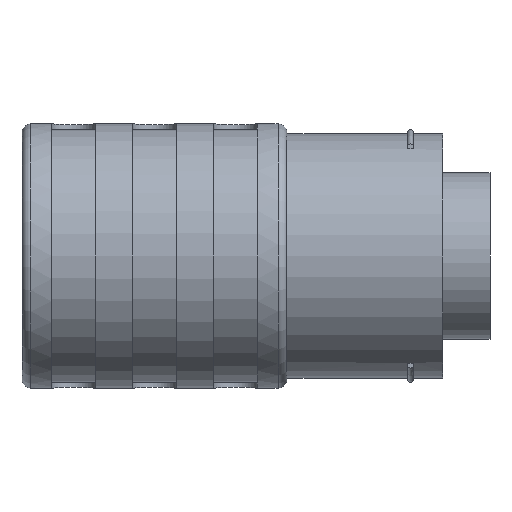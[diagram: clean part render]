
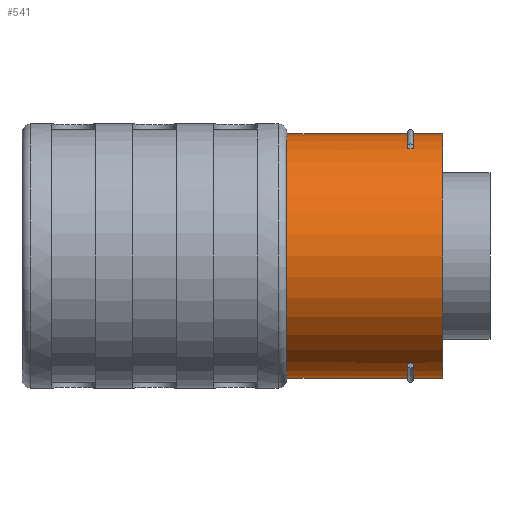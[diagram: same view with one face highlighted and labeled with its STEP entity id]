
A CAD part, front view. The second image highlights one B-rep face of the part: STEP entity #541.
In plain terms, the highlighted cylindrical face has radius 4.15 mm (diameter 8.3 mm), a full revolution.
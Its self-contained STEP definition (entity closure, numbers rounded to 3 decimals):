
#267=CYLINDRICAL_SURFACE('',#1973,4.15);
#316=LINE('',#2774,#428);
#317=LINE('',#2778,#429);
#318=LINE('',#2786,#430);
#319=LINE('',#2790,#431);
#428=VECTOR('',#2203,1.);
#429=VECTOR('',#2206,1.);
#430=VECTOR('',#2213,1.);
#431=VECTOR('',#2216,1.);
#541=ADVANCED_FACE('',(#716,#717,#718,#719),#267,.T.);
#716=FACE_BOUND('',#772,.T.);
#717=FACE_BOUND('',#773,.T.);
#718=FACE_BOUND('',#774,.T.);
#719=FACE_BOUND('',#775,.T.);
#772=EDGE_LOOP('',(#922,#923,#924,#925));
#773=EDGE_LOOP('',(#926));
#774=EDGE_LOOP('',(#927));
#775=EDGE_LOOP('',(#928,#929,#930,#931));
#922=ORIENTED_EDGE('',*,*,#1615,.F.);
#923=ORIENTED_EDGE('',*,*,#1616,.F.);
#924=ORIENTED_EDGE('',*,*,#1617,.T.);
#925=ORIENTED_EDGE('',*,*,#1618,.F.);
#926=ORIENTED_EDGE('',*,*,#1619,.F.);
#927=ORIENTED_EDGE('',*,*,#1620,.T.);
#928=ORIENTED_EDGE('',*,*,#1621,.F.);
#929=ORIENTED_EDGE('',*,*,#1622,.T.);
#930=ORIENTED_EDGE('',*,*,#1623,.T.);
#931=ORIENTED_EDGE('',*,*,#1624,.T.);
#1440=VERTEX_POINT('',#2772);
#1441=VERTEX_POINT('',#2773);
#1442=VERTEX_POINT('',#2775);
#1443=VERTEX_POINT('',#2777);
#1444=VERTEX_POINT('',#2780);
#1445=VERTEX_POINT('',#2782);
#1446=VERTEX_POINT('',#2784);
#1447=VERTEX_POINT('',#2785);
#1448=VERTEX_POINT('',#2787);
#1449=VERTEX_POINT('',#2789);
#1615=EDGE_CURVE('',#1440,#1441,#1874,.T.);
#1616=EDGE_CURVE('',#1442,#1440,#316,.T.);
#1617=EDGE_CURVE('',#1442,#1443,#1875,.T.);
#1618=EDGE_CURVE('',#1441,#1443,#317,.T.);
#1619=EDGE_CURVE('',#1444,#1444,#1876,.T.);
#1620=EDGE_CURVE('',#1445,#1445,#1877,.T.);
#1621=EDGE_CURVE('',#1446,#1447,#1878,.T.);
#1622=EDGE_CURVE('',#1446,#1448,#318,.T.);
#1623=EDGE_CURVE('',#1448,#1449,#1879,.T.);
#1624=EDGE_CURVE('',#1449,#1447,#319,.T.);
#1874=CIRCLE('',#1967,4.15);
#1875=CIRCLE('',#1968,4.15);
#1876=CIRCLE('',#1969,4.15);
#1877=CIRCLE('',#1970,4.15);
#1878=CIRCLE('',#1971,4.15);
#1879=CIRCLE('',#1972,4.15);
#1967=AXIS2_PLACEMENT_3D('',#2771,#2201,#2202);
#1968=AXIS2_PLACEMENT_3D('',#2776,#2204,#2205);
#1969=AXIS2_PLACEMENT_3D('',#2779,#2207,#2208);
#1970=AXIS2_PLACEMENT_3D('',#2781,#2209,#2210);
#1971=AXIS2_PLACEMENT_3D('',#2783,#2211,#2212);
#1972=AXIS2_PLACEMENT_3D('',#2788,#2214,#2215);
#1973=AXIS2_PLACEMENT_3D('',#2791,#2217,#2218);
#2201=DIRECTION('',(1.,0.,0.));
#2202=DIRECTION('',(0.,-1.,0.));
#2203=DIRECTION('',(-1.,0.,0.));
#2204=DIRECTION('',(1.,0.,0.));
#2205=DIRECTION('',(0.,-1.,0.));
#2206=DIRECTION('',(1.,0.,0.));
#2207=DIRECTION('',(1.,0.,0.));
#2208=DIRECTION('',(0.,1.,0.));
#2209=DIRECTION('',(1.,0.,0.));
#2210=DIRECTION('',(0.,1.,0.));
#2211=DIRECTION('',(1.,0.,0.));
#2212=DIRECTION('',(0.,-1.,0.));
#2213=DIRECTION('',(1.,0.,0.));
#2214=DIRECTION('',(1.,0.,0.));
#2215=DIRECTION('',(0.,-1.,0.));
#2216=DIRECTION('',(-1.,0.,0.));
#2217=DIRECTION('',(-1.,0.,0.));
#2218=DIRECTION('',(0.,-1.,0.));
#2771=CARTESIAN_POINT('',(89.1,20.5,-3.5));
#2772=CARTESIAN_POINT('',(89.1,18.5,-7.136));
#2773=CARTESIAN_POINT('',(89.1,22.5,-7.136));
#2774=CARTESIAN_POINT('',(90.3,18.5,-7.136));
#2775=CARTESIAN_POINT('',(89.3,18.5,-7.136));
#2776=CARTESIAN_POINT('',(89.3,20.5,-3.5));
#2777=CARTESIAN_POINT('',(89.3,22.5,-7.136));
#2778=CARTESIAN_POINT('',(90.3,22.5,-7.136));
#2779=CARTESIAN_POINT('',(90.3,20.5,-3.5));
#2780=CARTESIAN_POINT('',(90.3,24.65,-3.5));
#2781=CARTESIAN_POINT('',(85.,20.5,-3.5));
#2782=CARTESIAN_POINT('',(85.,24.65,-3.5));
#2783=CARTESIAN_POINT('',(89.1,20.5,-3.5));
#2784=CARTESIAN_POINT('',(89.1,22.5,0.136));
#2785=CARTESIAN_POINT('',(89.1,18.5,0.136));
#2786=CARTESIAN_POINT('',(90.3,22.5,0.136));
#2787=CARTESIAN_POINT('',(89.3,22.5,0.136));
#2788=CARTESIAN_POINT('',(89.3,20.5,-3.5));
#2789=CARTESIAN_POINT('',(89.3,18.5,0.136));
#2790=CARTESIAN_POINT('',(90.3,18.5,0.136));
#2791=CARTESIAN_POINT('',(90.3,20.5,-3.5));
